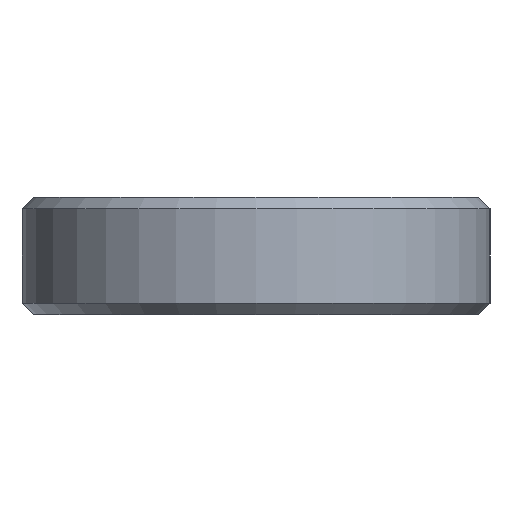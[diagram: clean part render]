
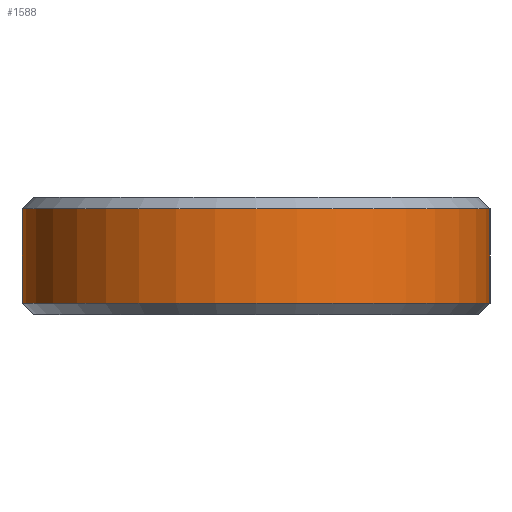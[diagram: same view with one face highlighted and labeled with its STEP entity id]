
A CAD part, left-side view. The second image highlights one B-rep face of the part: STEP entity #1588.
In plain terms, the highlighted cylindrical face has radius 6.25 mm (diameter 12.5 mm), a partial arc.
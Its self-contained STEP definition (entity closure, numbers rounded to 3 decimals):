
#381 = CONICAL_SURFACE('',#382,6.25,0.785);
#382 = AXIS2_PLACEMENT_3D('',#383,#384,#385);
#383 = CARTESIAN_POINT('',(0.,0.,0.3));
#384 = DIRECTION('',(0.,0.,1.));
#385 = DIRECTION('',(0.,1.,0.));
#935 = VERTEX_POINT('',#936);
#936 = CARTESIAN_POINT('',(0.,-6.25,0.3));
#971 = PLANE('',#972);
#972 = AXIS2_PLACEMENT_3D('',#973,#974,#975);
#973 = CARTESIAN_POINT('',(37.5,-6.25,0.));
#974 = DIRECTION('',(0.,-1.,0.));
#975 = DIRECTION('',(-1.,0.,0.));
#989 = VERTEX_POINT('',#990);
#990 = CARTESIAN_POINT('',(0.,6.25,0.3));
#1010 = EDGE_CURVE('',#989,#935,#1011,.T.);
#1011 = SURFACE_CURVE('',#1012,(#1017,#1024),.PCURVE_S1.);
#1012 = CIRCLE('',#1013,6.25);
#1013 = AXIS2_PLACEMENT_3D('',#1014,#1015,#1016);
#1014 = CARTESIAN_POINT('',(0.,0.,0.3));
#1015 = DIRECTION('',(0.,0.,1.));
#1016 = DIRECTION('',(0.,1.,0.));
#1017 = PCURVE('',#381,#1018);
#1018 = DEFINITIONAL_REPRESENTATION('',(#1019),#1023);
#1019 = LINE('',#1020,#1021);
#1020 = CARTESIAN_POINT('',(0.,-0.));
#1021 = VECTOR('',#1022,1.);
#1022 = DIRECTION('',(1.,-0.));
#1023 = ( GEOMETRIC_REPRESENTATION_CONTEXT(2) 
PARAMETRIC_REPRESENTATION_CONTEXT() REPRESENTATION_CONTEXT('2D SPACE',''
  ) );
#1024 = PCURVE('',#1025,#1030);
#1025 = CYLINDRICAL_SURFACE('',#1026,6.25);
#1026 = AXIS2_PLACEMENT_3D('',#1027,#1028,#1029);
#1027 = CARTESIAN_POINT('',(0.,0.,0.));
#1028 = DIRECTION('',(-0.,-0.,-1.));
#1029 = DIRECTION('',(1.,0.,0.));
#1030 = DEFINITIONAL_REPRESENTATION('',(#1031),#1035);
#1031 = LINE('',#1032,#1033);
#1032 = CARTESIAN_POINT('',(-1.571,-0.3));
#1033 = VECTOR('',#1034,1.);
#1034 = DIRECTION('',(-1.,0.));
#1035 = ( GEOMETRIC_REPRESENTATION_CONTEXT(2) 
PARAMETRIC_REPRESENTATION_CONTEXT() REPRESENTATION_CONTEXT('2D SPACE',''
  ) );
#1057 = PLANE('',#1058);
#1058 = AXIS2_PLACEMENT_3D('',#1059,#1060,#1061);
#1059 = CARTESIAN_POINT('',(37.5,6.25,0.));
#1060 = DIRECTION('',(0.,-1.,0.));
#1061 = DIRECTION('',(-1.,0.,0.));
#1540 = VERTEX_POINT('',#1541);
#1541 = CARTESIAN_POINT('',(0.,-6.25,2.825));
#1567 = EDGE_CURVE('',#935,#1540,#1568,.T.);
#1568 = SURFACE_CURVE('',#1569,(#1573,#1580),.PCURVE_S1.);
#1569 = LINE('',#1570,#1571);
#1570 = CARTESIAN_POINT('',(0.,-6.25,0.));
#1571 = VECTOR('',#1572,1.);
#1572 = DIRECTION('',(0.,0.,1.));
#1573 = PCURVE('',#971,#1574);
#1574 = DEFINITIONAL_REPRESENTATION('',(#1575),#1579);
#1575 = LINE('',#1576,#1577);
#1576 = CARTESIAN_POINT('',(37.5,0.));
#1577 = VECTOR('',#1578,1.);
#1578 = DIRECTION('',(0.,-1.));
#1579 = ( GEOMETRIC_REPRESENTATION_CONTEXT(2) 
PARAMETRIC_REPRESENTATION_CONTEXT() REPRESENTATION_CONTEXT('2D SPACE',''
  ) );
#1580 = PCURVE('',#1025,#1581);
#1581 = DEFINITIONAL_REPRESENTATION('',(#1582),#1586);
#1582 = LINE('',#1583,#1584);
#1583 = CARTESIAN_POINT('',(-4.712,0.));
#1584 = VECTOR('',#1585,1.);
#1585 = DIRECTION('',(-0.,-1.));
#1586 = ( GEOMETRIC_REPRESENTATION_CONTEXT(2) 
PARAMETRIC_REPRESENTATION_CONTEXT() REPRESENTATION_CONTEXT('2D SPACE',''
  ) );
#1588 = ADVANCED_FACE('',(#1589),#1025,.T.);
#1589 = FACE_BOUND('',#1590,.F.);
#1590 = EDGE_LOOP('',(#1591,#1614,#1641,#1642));
#1591 = ORIENTED_EDGE('',*,*,#1592,.T.);
#1592 = EDGE_CURVE('',#989,#1593,#1595,.T.);
#1593 = VERTEX_POINT('',#1594);
#1594 = CARTESIAN_POINT('',(0.,6.25,2.825));
#1595 = SURFACE_CURVE('',#1596,(#1600,#1607),.PCURVE_S1.);
#1596 = LINE('',#1597,#1598);
#1597 = CARTESIAN_POINT('',(0.,6.25,0.));
#1598 = VECTOR('',#1599,1.);
#1599 = DIRECTION('',(0.,0.,1.));
#1600 = PCURVE('',#1025,#1601);
#1601 = DEFINITIONAL_REPRESENTATION('',(#1602),#1606);
#1602 = LINE('',#1603,#1604);
#1603 = CARTESIAN_POINT('',(-1.571,0.));
#1604 = VECTOR('',#1605,1.);
#1605 = DIRECTION('',(-0.,-1.));
#1606 = ( GEOMETRIC_REPRESENTATION_CONTEXT(2) 
PARAMETRIC_REPRESENTATION_CONTEXT() REPRESENTATION_CONTEXT('2D SPACE',''
  ) );
#1607 = PCURVE('',#1057,#1608);
#1608 = DEFINITIONAL_REPRESENTATION('',(#1609),#1613);
#1609 = LINE('',#1610,#1611);
#1610 = CARTESIAN_POINT('',(37.5,0.));
#1611 = VECTOR('',#1612,1.);
#1612 = DIRECTION('',(0.,-1.));
#1613 = ( GEOMETRIC_REPRESENTATION_CONTEXT(2) 
PARAMETRIC_REPRESENTATION_CONTEXT() REPRESENTATION_CONTEXT('2D SPACE',''
  ) );
#1614 = ORIENTED_EDGE('',*,*,#1615,.T.);
#1615 = EDGE_CURVE('',#1593,#1540,#1616,.T.);
#1616 = SURFACE_CURVE('',#1617,(#1622,#1629),.PCURVE_S1.);
#1617 = CIRCLE('',#1618,6.25);
#1618 = AXIS2_PLACEMENT_3D('',#1619,#1620,#1621);
#1619 = CARTESIAN_POINT('',(0.,0.,2.825));
#1620 = DIRECTION('',(0.,0.,1.));
#1621 = DIRECTION('',(0.,1.,0.));
#1622 = PCURVE('',#1025,#1623);
#1623 = DEFINITIONAL_REPRESENTATION('',(#1624),#1628);
#1624 = LINE('',#1625,#1626);
#1625 = CARTESIAN_POINT('',(-1.571,-2.825));
#1626 = VECTOR('',#1627,1.);
#1627 = DIRECTION('',(-1.,0.));
#1628 = ( GEOMETRIC_REPRESENTATION_CONTEXT(2) 
PARAMETRIC_REPRESENTATION_CONTEXT() REPRESENTATION_CONTEXT('2D SPACE',''
  ) );
#1629 = PCURVE('',#1630,#1635);
#1630 = CONICAL_SURFACE('',#1631,6.25,0.785);
#1631 = AXIS2_PLACEMENT_3D('',#1632,#1633,#1634);
#1632 = CARTESIAN_POINT('',(0.,0.,2.825));
#1633 = DIRECTION('',(-0.,-0.,-1.));
#1634 = DIRECTION('',(0.,1.,0.));
#1635 = DEFINITIONAL_REPRESENTATION('',(#1636),#1640);
#1636 = LINE('',#1637,#1638);
#1637 = CARTESIAN_POINT('',(-0.,-0.));
#1638 = VECTOR('',#1639,1.);
#1639 = DIRECTION('',(-1.,-0.));
#1640 = ( GEOMETRIC_REPRESENTATION_CONTEXT(2) 
PARAMETRIC_REPRESENTATION_CONTEXT() REPRESENTATION_CONTEXT('2D SPACE',''
  ) );
#1641 = ORIENTED_EDGE('',*,*,#1567,.F.);
#1642 = ORIENTED_EDGE('',*,*,#1010,.F.);
